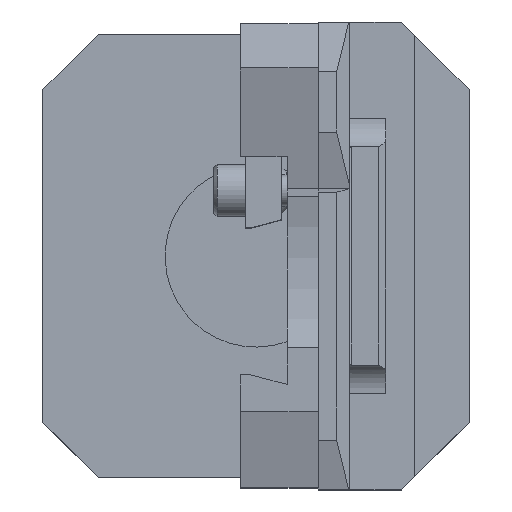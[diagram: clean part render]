
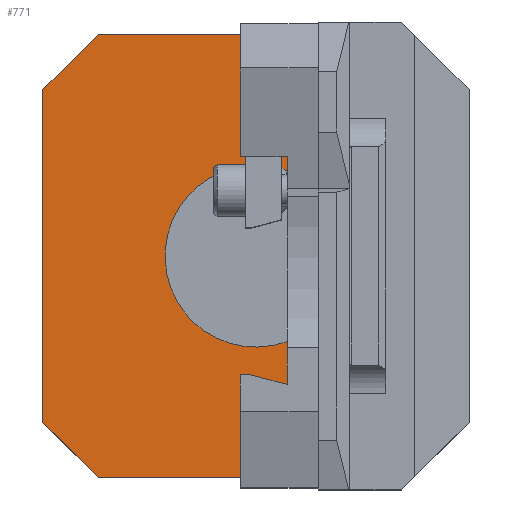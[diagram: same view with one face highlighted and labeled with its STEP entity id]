
A CAD part, top view. The second image highlights one B-rep face of the part: STEP entity #771.
In plain terms, the highlighted planar face has unit normal (0, 0, 1).
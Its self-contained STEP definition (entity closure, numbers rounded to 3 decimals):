
#86=B_SPLINE_CURVE_WITH_KNOTS('',3,(#3801,#3802,#3803,#3804),
 .UNSPECIFIED.,.F.,.F.,(4,4),(0.,1.),.UNSPECIFIED.);
#87=B_SPLINE_CURVE_WITH_KNOTS('',3,(#3816,#3817,#3818,#3819,#3820,#3821,
#3822,#3823,#3824,#3825,#3826,#3827,#3828,#3829,#3830,#3831,#3832,#3833),
 .UNSPECIFIED.,.F.,.F.,(4,2,2,2,2,2,2,2,4),(0.,0.125,0.25,0.375,0.5,0.625,
0.75,0.875,1.),.UNSPECIFIED.);
#88=B_SPLINE_CURVE_WITH_KNOTS('',3,(#3840,#3841,#3842,#3843),
 .UNSPECIFIED.,.F.,.F.,(4,4),(0.,1.),.UNSPECIFIED.);
#131=LINE('',#3497,#338);
#175=LINE('',#3597,#382);
#206=LINE('',#3730,#413);
#223=LINE('',#3762,#430);
#227=LINE('',#3769,#434);
#230=LINE('',#3774,#437);
#243=LINE('',#3797,#450);
#244=LINE('',#3799,#451);
#245=LINE('',#3806,#452);
#246=LINE('',#3808,#453);
#247=LINE('',#3810,#454);
#248=LINE('',#3812,#455);
#249=LINE('',#3814,#456);
#250=LINE('',#3835,#457);
#251=LINE('',#3836,#458);
#252=LINE('',#3838,#459);
#338=VECTOR('',#2820,1.);
#382=VECTOR('',#2878,1.);
#413=VECTOR('',#2947,1.);
#430=VECTOR('',#2976,1.);
#434=VECTOR('',#2982,1.);
#437=VECTOR('',#2987,1.);
#450=VECTOR('',#3012,1.);
#451=VECTOR('',#3015,1.);
#452=VECTOR('',#3018,1.);
#453=VECTOR('',#3019,1.);
#454=VECTOR('',#3020,1.);
#455=VECTOR('',#3021,1.);
#456=VECTOR('',#3022,1.);
#457=VECTOR('',#3023,1.);
#458=VECTOR('',#3024,1.);
#459=VECTOR('',#3025,1.);
#568=PLANE('',#2620);
#664=FACE_OUTER_BOUND('',#1080,.T.);
#771=ADVANCED_FACE('',(#664),#568,.F.);
#1080=EDGE_LOOP('',(#1454,#1455,#1456,#1457,#1458,#1459,#1460,#1461,#1462,
#1463,#1464,#1465,#1466,#1467,#1468,#1469,#1470,#1471,#1472,#1473,#1474));
#1454=ORIENTED_EDGE('',*,*,#2228,.T.);
#1455=ORIENTED_EDGE('',*,*,#2301,.T.);
#1456=ORIENTED_EDGE('',*,*,#2302,.T.);
#1457=ORIENTED_EDGE('',*,*,#2303,.F.);
#1458=ORIENTED_EDGE('',*,*,#2304,.F.);
#1459=ORIENTED_EDGE('',*,*,#2305,.F.);
#1460=ORIENTED_EDGE('',*,*,#2306,.F.);
#1461=ORIENTED_EDGE('',*,*,#2307,.T.);
#1462=ORIENTED_EDGE('',*,*,#2308,.F.);
#1463=ORIENTED_EDGE('',*,*,#2168,.F.);
#1464=ORIENTED_EDGE('',*,*,#2309,.F.);
#1465=ORIENTED_EDGE('',*,*,#2310,.T.);
#1466=ORIENTED_EDGE('',*,*,#2311,.T.);
#1467=ORIENTED_EDGE('',*,*,#2224,.T.);
#1468=ORIENTED_EDGE('',*,*,#2262,.F.);
#1469=ORIENTED_EDGE('',*,*,#2283,.F.);
#1470=ORIENTED_EDGE('',*,*,#2299,.F.);
#1471=ORIENTED_EDGE('',*,*,#2286,.F.);
#1472=ORIENTED_EDGE('',*,*,#2300,.T.);
#1473=ORIENTED_EDGE('',*,*,#2279,.F.);
#1474=ORIENTED_EDGE('',*,*,#2217,.F.);
#1930=VERTEX_POINT('',#3496);
#1931=VERTEX_POINT('',#3498);
#1979=VERTEX_POINT('',#3596);
#1980=VERTEX_POINT('',#3598);
#1986=VERTEX_POINT('',#3613);
#1987=VERTEX_POINT('',#3614);
#1989=VERTEX_POINT('',#3626);
#2018=VERTEX_POINT('',#3729);
#2028=VERTEX_POINT('',#3763);
#2029=VERTEX_POINT('',#3768);
#2030=VERTEX_POINT('',#3773);
#2031=VERTEX_POINT('',#3775);
#2035=VERTEX_POINT('',#3805);
#2036=VERTEX_POINT('',#3807);
#2037=VERTEX_POINT('',#3809);
#2038=VERTEX_POINT('',#3811);
#2039=VERTEX_POINT('',#3813);
#2040=VERTEX_POINT('',#3815);
#2041=VERTEX_POINT('',#3834);
#2042=VERTEX_POINT('',#3837);
#2043=VERTEX_POINT('',#3839);
#2168=EDGE_CURVE('',#1930,#1931,#131,.T.);
#2217=EDGE_CURVE('',#1979,#1980,#175,.T.);
#2224=EDGE_CURVE('',#1986,#1987,#2504,.T.);
#2228=EDGE_CURVE('',#1979,#1989,#2505,.T.);
#2262=EDGE_CURVE('',#2018,#1987,#206,.T.);
#2279=EDGE_CURVE('',#1980,#2028,#223,.T.);
#2283=EDGE_CURVE('',#2029,#2018,#227,.T.);
#2286=EDGE_CURVE('',#2030,#2031,#230,.T.);
#2299=EDGE_CURVE('',#2031,#2029,#243,.T.);
#2300=EDGE_CURVE('',#2030,#2028,#244,.T.);
#2301=EDGE_CURVE('',#1989,#2035,#86,.T.);
#2302=EDGE_CURVE('',#2035,#2036,#245,.T.);
#2303=EDGE_CURVE('',#2037,#2036,#246,.T.);
#2304=EDGE_CURVE('',#2038,#2037,#247,.T.);
#2305=EDGE_CURVE('',#2039,#2038,#248,.T.);
#2306=EDGE_CURVE('',#2040,#2039,#249,.T.);
#2307=EDGE_CURVE('',#2040,#2041,#87,.T.);
#2308=EDGE_CURVE('',#1931,#2041,#250,.T.);
#2309=EDGE_CURVE('',#2042,#1930,#251,.T.);
#2310=EDGE_CURVE('',#2042,#2043,#252,.T.);
#2311=EDGE_CURVE('',#2043,#1986,#88,.T.);
#2504=CIRCLE('',#2587,17.49);
#2505=CIRCLE('',#2589,17.49);
#2587=AXIS2_PLACEMENT_3D('',#3612,#2889,#2890);
#2589=AXIS2_PLACEMENT_3D('',#3627,#2894,#2895);
#2620=AXIS2_PLACEMENT_3D('',#3844,#3026,#3027);
#2820=DIRECTION('',(1.,0.,0.));
#2878=DIRECTION('',(0.,-1.,0.));
#2889=DIRECTION('',(0.,0.,-1.));
#2890=DIRECTION('',(0.,-1.,0.));
#2894=DIRECTION('',(0.,0.,-1.));
#2895=DIRECTION('',(0.,-1.,0.));
#2947=DIRECTION('',(0.,-1.,0.));
#2976=DIRECTION('',(-1.,0.,0.));
#2982=DIRECTION('',(1.,0.,0.));
#2987=DIRECTION('',(0.,1.,0.));
#3012=DIRECTION('',(0.707,0.707,0.));
#3015=DIRECTION('',(0.707,-0.707,0.));
#3018=DIRECTION('',(-1.,0.,0.));
#3019=DIRECTION('',(0.,-1.,0.));
#3020=DIRECTION('',(-1.,0.,0.));
#3021=DIRECTION('',(-0.966,0.259,0.));
#3022=DIRECTION('',(0.,-1.,0.));
#3023=DIRECTION('',(0.,-1.,0.));
#3024=DIRECTION('',(0.,-1.,0.));
#3025=DIRECTION('',(1.,0.,0.));
#3026=DIRECTION('',(0.,0.,-1.));
#3027=DIRECTION('',(0.,-1.,0.));
#3496=CARTESIAN_POINT('',(-3.,19.1,18.));
#3497=CARTESIAN_POINT('',(6.,19.1,18.));
#3498=CARTESIAN_POINT('',(6.,19.1,18.));
#3596=CARTESIAN_POINT('',(12.,-12.724,18.));
#3597=CARTESIAN_POINT('',(12.,55.,18.));
#3598=CARTESIAN_POINT('',(12.,-42.649,18.));
#3612=CARTESIAN_POINT('',(0.,0.,18.));
#3613=CARTESIAN_POINT('',(11.001,13.597,18.002));
#3614=CARTESIAN_POINT('',(12.,12.724,18.));
#3626=CARTESIAN_POINT('',(11.001,-13.597,18.002));
#3627=CARTESIAN_POINT('',(0.,0.,18.));
#3729=CARTESIAN_POINT('',(12.,42.649,18.));
#3730=CARTESIAN_POINT('',(12.,55.,18.));
#3762=CARTESIAN_POINT('',(41.,-42.649,18.));
#3763=CARTESIAN_POINT('',(-30.351,-42.649,18.));
#3768=CARTESIAN_POINT('',(-30.351,42.649,18.));
#3769=CARTESIAN_POINT('',(41.,42.649,18.));
#3773=CARTESIAN_POINT('',(-41.,-32.,18.));
#3774=CARTESIAN_POINT('',(-41.,45.,18.));
#3775=CARTESIAN_POINT('',(-41.,32.,18.));
#3797=CARTESIAN_POINT('',(-41.,32.,18.));
#3799=CARTESIAN_POINT('',(-41.,-32.,18.));
#3801=CARTESIAN_POINT('',(11.,-13.598,18.));
#3802=CARTESIAN_POINT('',(11.,-23.199,18.));
#3803=CARTESIAN_POINT('',(11.,-32.8,18.));
#3804=CARTESIAN_POINT('',(11.,-42.401,18.));
#3805=CARTESIAN_POINT('',(11.,-42.401,18.));
#3806=CARTESIAN_POINT('',(4.5,-42.401,18.));
#3807=CARTESIAN_POINT('',(-3.,-42.401,18.));
#3808=CARTESIAN_POINT('',(-3.,0.,18.));
#3809=CARTESIAN_POINT('',(-3.,-22.9,18.));
#3810=CARTESIAN_POINT('',(-5.,-22.9,18.));
#3811=CARTESIAN_POINT('',(-1.016,-22.9,18.));
#3812=CARTESIAN_POINT('',(-1.016,-22.9,18.));
#3813=CARTESIAN_POINT('',(6.,-24.78,18.));
#3814=CARTESIAN_POINT('',(6.,-24.78,18.));
#3815=CARTESIAN_POINT('',(6.,-16.429,18.002));
#3816=CARTESIAN_POINT('',(6.,-16.429,18.));
#3817=CARTESIAN_POINT('',(3.358,-17.394,18.));
#3818=CARTESIAN_POINT('',(0.52,-17.707,18.));
#3819=CARTESIAN_POINT('',(-5.057,-16.978,18.));
#3820=CARTESIAN_POINT('',(-7.719,-15.944,18.));
#3821=CARTESIAN_POINT('',(-12.329,-12.721,18.));
#3822=CARTESIAN_POINT('',(-14.212,-10.575,18.));
#3823=CARTESIAN_POINT('',(-16.811,-5.586,18.));
#3824=CARTESIAN_POINT('',(-17.49,-2.813,18.));
#3825=CARTESIAN_POINT('',(-17.49,2.813,18.));
#3826=CARTESIAN_POINT('',(-16.811,5.586,18.));
#3827=CARTESIAN_POINT('',(-14.212,10.575,18.));
#3828=CARTESIAN_POINT('',(-12.329,12.72,18.));
#3829=CARTESIAN_POINT('',(-7.719,15.945,18.));
#3830=CARTESIAN_POINT('',(-5.057,16.977,18.));
#3831=CARTESIAN_POINT('',(0.52,17.707,18.));
#3832=CARTESIAN_POINT('',(3.357,17.394,18.));
#3833=CARTESIAN_POINT('',(6.,16.429,18.));
#3834=CARTESIAN_POINT('',(6.,16.429,18.002));
#3835=CARTESIAN_POINT('',(6.,-24.78,18.));
#3836=CARTESIAN_POINT('',(-3.,0.,18.));
#3837=CARTESIAN_POINT('',(-3.,42.401,18.));
#3838=CARTESIAN_POINT('',(4.5,42.401,18.));
#3839=CARTESIAN_POINT('',(11.,42.401,18.));
#3840=CARTESIAN_POINT('',(11.,42.401,18.));
#3841=CARTESIAN_POINT('',(11.,32.8,18.));
#3842=CARTESIAN_POINT('',(11.,23.199,18.));
#3843=CARTESIAN_POINT('',(11.,13.598,18.));
#3844=CARTESIAN_POINT('',(-58.,-45.,18.));
